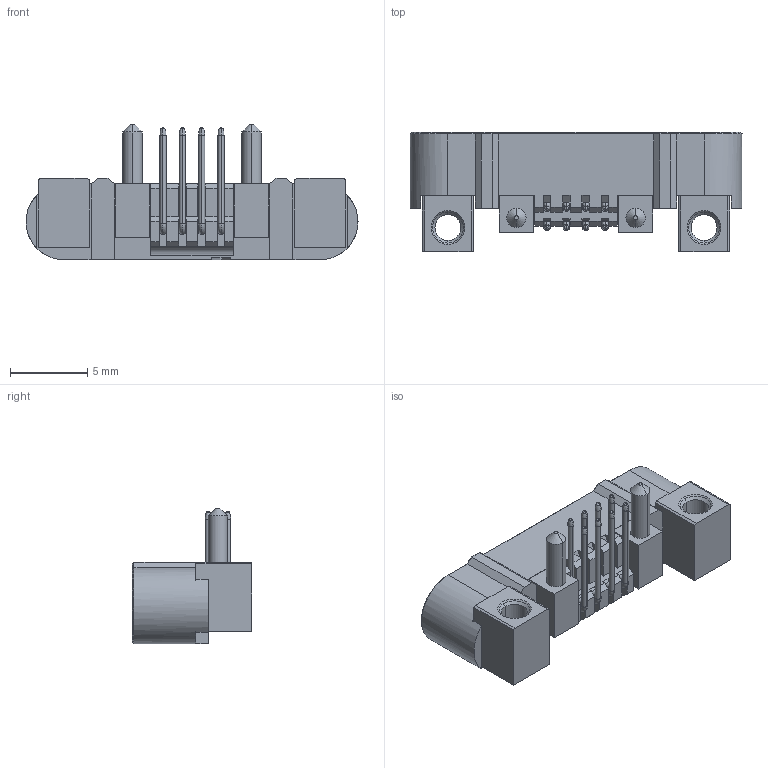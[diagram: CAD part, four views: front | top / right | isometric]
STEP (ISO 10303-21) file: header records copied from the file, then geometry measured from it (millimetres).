
FILE_DESCRIPTION((''),'2;1');
FILE_NAME('G125-MH10805M4-1AD1AD_ASM','2019-10-01T12:35:25',('mrudkin'),(''),'CREO PARAMETRIC BY PTC INC, 2019080','CREO PARAMETRIC BY PTC INC, 2019080','');
FILE_SCHEMA(('CONFIG_CONTROL_DESIGN','SHAPE_APPEARANCE_LAYERS_GROUPS'));
Length unit declared in the file: millimetre
Products named in the file (6): G125-32796-01-08-01; G125-1070005_BENT; G125-1060005_BENT; G125-1600005; G125-4640000; G125-MH10805M4-1AD1AD_ASM
Assembly tree (13 placements, depth 2):
  G125-MH10805M4-1AD1AD_ASM
    G125-32796-01-08-01
    G125-1070005_BENT  x4
    G125-1060005_BENT  x4
    G125-1600005  x2
    G125-4640000  x2
Bounding box: 21.45 x 7.7 x 8.76 mm (x, y, z)
Volume: 446.4 mm3; surface area: 1280 mm2
Topology: 13 solids, 17 shells, 1473 faces, 3288 edges, 1858 vertices
Faces by surface type: bspline 868, plane 285, cylinder 170, torus 100, cone 50
Entity records: 30420 total; most frequent: CARTESIAN_POINT 13791, ORIENTED_EDGE 2744, DIRECTION 2268, PRESENTATION_STYLE_ASSIGNMENT 1389, STYLED_ITEM 1385, CURVE_STYLE 1378, EDGE_CURVE 1378, AXIS2_PLACEMENT_3D 834
